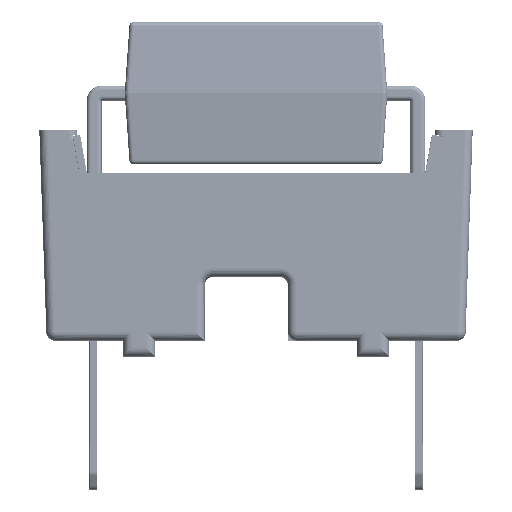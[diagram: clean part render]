
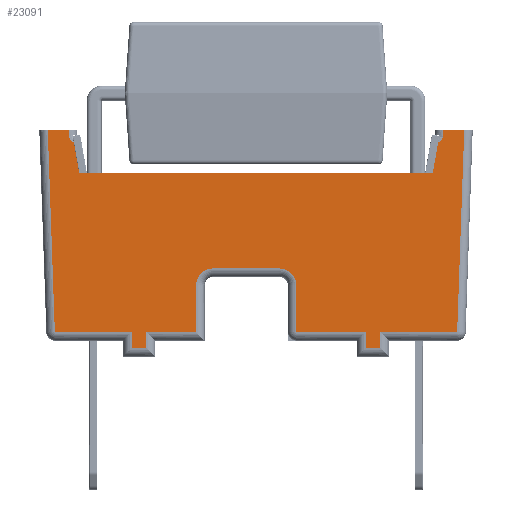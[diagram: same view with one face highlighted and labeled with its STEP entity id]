
A CAD part, front view. The second image highlights one B-rep face of the part: STEP entity #23091.
In plain terms, the highlighted face is planar.
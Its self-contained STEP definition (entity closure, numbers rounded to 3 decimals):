
#712=PLANE('',#24514);
#1707=FACE_OUTER_BOUND('',#2949,.T.);
#2949=EDGE_LOOP('',(#15953,#15954,#15955,#15956,#15957,#15958,#15959,#15960,
#15961,#15962,#15963,#15964,#15965,#15966,#15967,#15968,#15969,#15970,#15971,
#15972,#15973,#15974,#15975,#15976,#15977,#15978));
#4179=LINE('',#32734,#6822);
#4185=LINE('',#32772,#6828);
#4189=LINE('',#32791,#6832);
#4193=LINE('',#32826,#6836);
#4206=LINE('',#32921,#6849);
#4207=LINE('',#32925,#6850);
#4209=LINE('',#32946,#6852);
#4213=LINE('',#32978,#6856);
#4217=LINE('',#32992,#6860);
#4222=LINE('',#33018,#6865);
#4225=LINE('',#33024,#6868);
#4229=LINE('',#33033,#6872);
#4233=LINE('',#33044,#6876);
#4238=LINE('',#33051,#6881);
#4243=LINE('',#33067,#6886);
#4255=LINE('',#33111,#6898);
#4257=LINE('',#33117,#6900);
#4259=LINE('',#33122,#6902);
#4263=LINE('',#33128,#6906);
#4271=LINE('',#33147,#6914);
#4272=LINE('',#33149,#6915);
#4273=LINE('',#33150,#6916);
#6822=VECTOR('',#26294,10.);
#6828=VECTOR('',#26314,10.);
#6832=VECTOR('',#26330,10.);
#6836=VECTOR('',#26346,10.);
#6849=VECTOR('',#26409,10.);
#6850=VECTOR('',#26414,10.);
#6852=VECTOR('',#26438,10.);
#6856=VECTOR('',#26470,10.);
#6860=VECTOR('',#26484,10.);
#6865=VECTOR('',#26513,10.);
#6868=VECTOR('',#26520,10.);
#6872=VECTOR('',#26530,10.);
#6876=VECTOR('',#26542,10.);
#6881=VECTOR('',#26551,10.);
#6886=VECTOR('',#26562,10.);
#6898=VECTOR('',#26594,10.);
#6900=VECTOR('',#26600,10.);
#6902=VECTOR('',#26606,10.);
#6906=VECTOR('',#26614,10.);
#6914=VECTOR('',#26634,10.);
#6915=VECTOR('',#26635,10.);
#6916=VECTOR('',#26636,10.);
#9468=CIRCLE('',#24393,0.2);
#9474=CIRCLE('',#24405,0.2);
#9493=CIRCLE('',#24445,0.4);
#9499=CIRCLE('',#24454,0.4);
#9961=VERTEX_POINT('',#32731);
#9962=VERTEX_POINT('',#32733);
#9965=VERTEX_POINT('',#32749);
#9969=VERTEX_POINT('',#32771);
#9977=VERTEX_POINT('',#32788);
#9978=VERTEX_POINT('',#32790);
#9979=VERTEX_POINT('',#32802);
#9985=VERTEX_POINT('',#32824);
#10002=VERTEX_POINT('',#32911);
#10006=VERTEX_POINT('',#32920);
#10007=VERTEX_POINT('',#32924);
#10009=VERTEX_POINT('',#32930);
#10014=VERTEX_POINT('',#32940);
#10015=VERTEX_POINT('',#32942);
#10020=VERTEX_POINT('',#32958);
#10021=VERTEX_POINT('',#32959);
#10028=VERTEX_POINT('',#32976);
#10029=VERTEX_POINT('',#32977);
#10034=VERTEX_POINT('',#32991);
#10041=VERTEX_POINT('',#33010);
#10044=VERTEX_POINT('',#33023);
#10046=VERTEX_POINT('',#33032);
#10063=VERTEX_POINT('',#33110);
#10065=VERTEX_POINT('',#33116);
#10071=VERTEX_POINT('',#33146);
#10072=VERTEX_POINT('',#33148);
#12210=EDGE_CURVE('',#9961,#9962,#4179,.T.);
#12215=EDGE_CURVE('',#9965,#9961,#9468,.T.);
#12221=EDGE_CURVE('',#9962,#9969,#4185,.T.);
#12230=EDGE_CURVE('',#9977,#9978,#4189,.T.);
#12233=EDGE_CURVE('',#9978,#9979,#9474,.T.);
#12240=EDGE_CURVE('',#9985,#9977,#4193,.T.);
#12270=EDGE_CURVE('',#10002,#10006,#4206,.T.);
#12272=EDGE_CURVE('',#10006,#10007,#4207,.T.);
#12280=EDGE_CURVE('',#10014,#10015,#9493,.T.);
#12282=EDGE_CURVE('',#10009,#10014,#4209,.T.);
#12288=EDGE_CURVE('',#10020,#10021,#9499,.T.);
#12296=EDGE_CURVE('',#10028,#10029,#4213,.T.);
#12303=EDGE_CURVE('',#10029,#10034,#4217,.T.);
#12316=EDGE_CURVE('',#10041,#9985,#4222,.T.);
#12319=EDGE_CURVE('',#10044,#10041,#4225,.T.);
#12324=EDGE_CURVE('',#10046,#10044,#4229,.T.);
#12330=EDGE_CURVE('',#10034,#10046,#4233,.T.);
#12335=EDGE_CURVE('',#10021,#10028,#4238,.T.);
#12341=EDGE_CURVE('',#10015,#10020,#4243,.T.);
#12359=EDGE_CURVE('',#10063,#10009,#4255,.T.);
#12362=EDGE_CURVE('',#10065,#10063,#4257,.T.);
#12365=EDGE_CURVE('',#10007,#10065,#4259,.T.);
#12369=EDGE_CURVE('',#9969,#10002,#4263,.T.);
#12379=EDGE_CURVE('',#10071,#9965,#4271,.T.);
#12380=EDGE_CURVE('',#10071,#10072,#4272,.T.);
#12381=EDGE_CURVE('',#9979,#10072,#4273,.T.);
#15953=ORIENTED_EDGE('',*,*,#12215,.F.);
#15954=ORIENTED_EDGE('',*,*,#12379,.F.);
#15955=ORIENTED_EDGE('',*,*,#12380,.T.);
#15956=ORIENTED_EDGE('',*,*,#12381,.F.);
#15957=ORIENTED_EDGE('',*,*,#12233,.F.);
#15958=ORIENTED_EDGE('',*,*,#12230,.F.);
#15959=ORIENTED_EDGE('',*,*,#12240,.F.);
#15960=ORIENTED_EDGE('',*,*,#12316,.F.);
#15961=ORIENTED_EDGE('',*,*,#12319,.F.);
#15962=ORIENTED_EDGE('',*,*,#12324,.F.);
#15963=ORIENTED_EDGE('',*,*,#12330,.F.);
#15964=ORIENTED_EDGE('',*,*,#12303,.F.);
#15965=ORIENTED_EDGE('',*,*,#12296,.F.);
#15966=ORIENTED_EDGE('',*,*,#12335,.F.);
#15967=ORIENTED_EDGE('',*,*,#12288,.F.);
#15968=ORIENTED_EDGE('',*,*,#12341,.F.);
#15969=ORIENTED_EDGE('',*,*,#12280,.F.);
#15970=ORIENTED_EDGE('',*,*,#12282,.F.);
#15971=ORIENTED_EDGE('',*,*,#12359,.F.);
#15972=ORIENTED_EDGE('',*,*,#12362,.F.);
#15973=ORIENTED_EDGE('',*,*,#12365,.F.);
#15974=ORIENTED_EDGE('',*,*,#12272,.F.);
#15975=ORIENTED_EDGE('',*,*,#12270,.F.);
#15976=ORIENTED_EDGE('',*,*,#12369,.F.);
#15977=ORIENTED_EDGE('',*,*,#12221,.F.);
#15978=ORIENTED_EDGE('',*,*,#12210,.F.);
#23091=ADVANCED_FACE('',(#1707),#712,.T.);
#24393=AXIS2_PLACEMENT_3D('',#32759,#26300,#26301);
#24405=AXIS2_PLACEMENT_3D('',#32812,#26333,#26334);
#24445=AXIS2_PLACEMENT_3D('',#32943,#26432,#26433);
#24454=AXIS2_PLACEMENT_3D('',#32960,#26452,#26453);
#24514=AXIS2_PLACEMENT_3D('',#33145,#26632,#26633);
#26294=DIRECTION('',(0.,0.,1.));
#26300=DIRECTION('center_axis',(1.,0.,0.));
#26301=DIRECTION('ref_axis',(0.,-1.,0.));
#26314=DIRECTION('',(0.,1.,0.));
#26330=DIRECTION('',(0.,0.,-1.));
#26333=DIRECTION('center_axis',(1.,0.,0.));
#26334=DIRECTION('ref_axis',(0.,1.,0.));
#26346=DIRECTION('',(0.,1.,0.));
#26409=DIRECTION('',(0.,-1.,0.));
#26414=DIRECTION('',(0.,0.,-1.));
#26432=DIRECTION('center_axis',(1.,0.,0.));
#26433=DIRECTION('ref_axis',(0.,0.707,0.707));
#26438=DIRECTION('',(0.,0.,1.));
#26452=DIRECTION('center_axis',(1.,0.,0.));
#26453=DIRECTION('ref_axis',(0.,-0.707,0.707));
#26470=DIRECTION('',(0.,-1.,0.));
#26484=DIRECTION('',(0.,0.,-1.));
#26513=DIRECTION('',(0.,-0.035,0.999));
#26520=DIRECTION('',(0.,-1.,0.));
#26530=DIRECTION('',(0.,0.,1.));
#26542=DIRECTION('',(0.,-1.,0.));
#26551=DIRECTION('',(0.,0.,-1.));
#26562=DIRECTION('',(0.,-1.,0.));
#26594=DIRECTION('',(0.,-1.,0.));
#26600=DIRECTION('',(0.,0.,1.));
#26606=DIRECTION('',(0.,-1.,0.));
#26614=DIRECTION('',(0.,-0.035,-0.999));
#26632=DIRECTION('center_axis',(1.,0.,0.));
#26633=DIRECTION('ref_axis',(0.,1.,0.));
#26634=DIRECTION('',(0.,0.174,0.985));
#26635=DIRECTION('',(0.,-1.,0.));
#26636=DIRECTION('',(0.,0.174,-0.985));
#32731=CARTESIAN_POINT('',(42.64,11.508,4.85));
#32733=CARTESIAN_POINT('',(42.64,11.508,4.95));
#32734=CARTESIAN_POINT('',(42.64,11.508,2.475));
#32749=CARTESIAN_POINT('',(42.64,11.388,4.667));
#32759=CARTESIAN_POINT('Origin',(42.64,11.308,4.85));
#32771=CARTESIAN_POINT('',(42.64,12.,4.95));
#32772=CARTESIAN_POINT('',(42.64,12.2,4.95));
#32788=CARTESIAN_POINT('',(42.64,2.692,4.95));
#32790=CARTESIAN_POINT('',(42.64,2.692,4.85));
#32791=CARTESIAN_POINT('',(42.64,2.692,2.475));
#32802=CARTESIAN_POINT('',(42.64,2.812,4.667));
#32812=CARTESIAN_POINT('Origin',(42.64,2.892,4.85));
#32824=CARTESIAN_POINT('',(42.64,2.2,4.95));
#32826=CARTESIAN_POINT('',(42.64,2.762,4.95));
#32911=CARTESIAN_POINT('',(42.64,11.834,0.2));
#32920=CARTESIAN_POINT('',(42.64,10.027,0.2));
#32921=CARTESIAN_POINT('',(42.64,4.55,0.2));
#32924=CARTESIAN_POINT('',(42.64,10.027,-0.18));
#32925=CARTESIAN_POINT('',(42.64,10.027,0.));
#32930=CARTESIAN_POINT('',(42.64,8.05,0.2));
#32940=CARTESIAN_POINT('',(42.64,8.05,1.3));
#32942=CARTESIAN_POINT('',(42.64,7.65,1.7));
#32943=CARTESIAN_POINT('Origin',(42.64,7.65,1.3));
#32946=CARTESIAN_POINT('',(42.64,8.05,0.75));
#32958=CARTESIAN_POINT('',(42.64,6.09,1.7));
#32959=CARTESIAN_POINT('',(42.64,5.69,1.3));
#32960=CARTESIAN_POINT('Origin',(42.64,6.09,1.3));
#32976=CARTESIAN_POINT('',(42.64,5.69,0.2));
#32977=CARTESIAN_POINT('',(42.64,4.523,0.2));
#32978=CARTESIAN_POINT('',(42.64,4.55,0.2));
#32991=CARTESIAN_POINT('',(42.64,4.523,-0.18));
#32992=CARTESIAN_POINT('',(42.64,4.523,0.));
#33010=CARTESIAN_POINT('',(42.64,2.366,0.2));
#33018=CARTESIAN_POINT('',(42.64,2.329,1.247));
#33023=CARTESIAN_POINT('',(42.64,4.173,0.2));
#33024=CARTESIAN_POINT('',(42.64,4.55,0.2));
#33032=CARTESIAN_POINT('',(42.64,4.173,-0.18));
#33033=CARTESIAN_POINT('',(42.64,4.173,0.));
#33044=CARTESIAN_POINT('',(42.64,3.174,-0.18));
#33051=CARTESIAN_POINT('',(42.64,5.69,2.475));
#33067=CARTESIAN_POINT('',(42.64,4.55,1.7));
#33110=CARTESIAN_POINT('',(42.64,9.677,0.2));
#33111=CARTESIAN_POINT('',(42.64,4.55,0.2));
#33116=CARTESIAN_POINT('',(42.64,9.677,-0.18));
#33117=CARTESIAN_POINT('',(42.64,9.677,0.));
#33122=CARTESIAN_POINT('',(42.64,5.926,-0.18));
#33128=CARTESIAN_POINT('',(42.64,11.864,1.07));
#33145=CARTESIAN_POINT('Origin',(42.64,2.,0.));
#33146=CARTESIAN_POINT('',(42.64,11.262,3.95));
#33147=CARTESIAN_POINT('',(42.64,10.828,1.493));
#33148=CARTESIAN_POINT('',(42.64,2.939,3.95));
#33149=CARTESIAN_POINT('',(42.64,4.55,3.95));
#33150=CARTESIAN_POINT('',(42.64,3.218,2.365));
